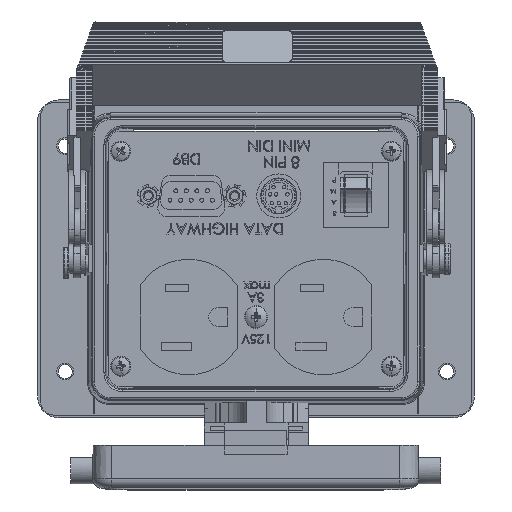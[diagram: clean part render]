
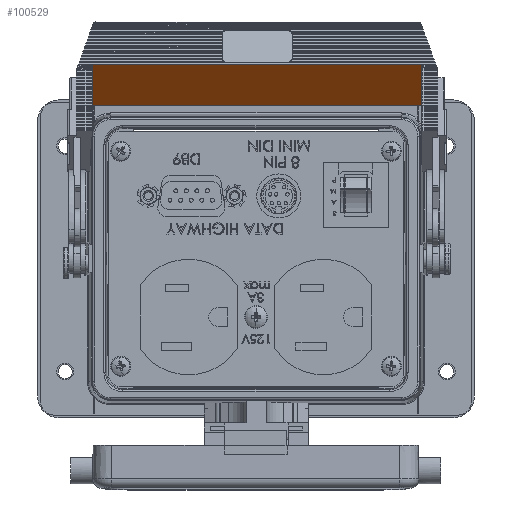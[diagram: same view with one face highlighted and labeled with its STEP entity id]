
A CAD part, top view. The second image highlights one B-rep face of the part: STEP entity #100529.
In plain terms, the highlighted planar face has unit normal (0, -0.695, 0.719).
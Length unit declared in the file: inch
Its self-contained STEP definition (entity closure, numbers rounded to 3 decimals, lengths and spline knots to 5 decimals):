
#2972 = DIRECTION ( 'NONE',  ( -1., 0., 0. ) ) ;
#9098 = PLANE ( 'NONE',  #115329 ) ;
#24678 = EDGE_CURVE ( 'NONE', #80993, #54246, #150813, .T. ) ;
#26505 = CARTESIAN_POINT ( 'NONE',  ( 1.883, 2.19923, 0.80925 ) ) ;
#34217 = VECTOR ( 'NONE', #56532, 39.37008 ) ;
#46161 = CARTESIAN_POINT ( 'NONE',  ( 1.883, 2.34628, 0.95126 ) ) ;
#47355 = VERTEX_POINT ( 'NONE', #102952 ) ;
#47359 = ORIENTED_EDGE ( 'NONE', *, *, #24678, .T. ) ;
#49372 = CARTESIAN_POINT ( 'NONE',  ( -1.857, 2.34628, 0.95126 ) ) ;
#50625 = EDGE_CURVE ( 'NONE', #54246, #97831, #137459, .T. ) ;
#54246 = VERTEX_POINT ( 'NONE', #165276 ) ;
#54996 = ORIENTED_EDGE ( 'NONE', *, *, #110508, .F. ) ;
#56532 = DIRECTION ( 'NONE',  ( 1., 0., 0. ) ) ;
#59373 = DIRECTION ( 'NONE',  ( 0., -0.719, -0.695 ) ) ;
#60618 = LINE ( 'NONE', #46161, #118619 ) ;
#63811 = CARTESIAN_POINT ( 'NONE',  ( 1.883, 2.34628, 0.95126 ) ) ;
#71508 = CARTESIAN_POINT ( 'NONE',  ( 1.883, 1.73484, 0.3608 ) ) ;
#76276 = ORIENTED_EDGE ( 'NONE', *, *, #134653, .T. ) ;
#80993 = VERTEX_POINT ( 'NONE', #144074 ) ;
#88544 = VECTOR ( 'NONE', #2972, 39.37008 ) ;
#97831 = VERTEX_POINT ( 'NONE', #142479 ) ;
#100529 = ADVANCED_FACE ( 'NONE', ( #104075 ), #9098, .F. ) ;
#102952 = CARTESIAN_POINT ( 'NONE',  ( 1.883, 1.73484, 0.3608 ) ) ;
#104075 = FACE_OUTER_BOUND ( 'NONE', #117900, .T. ) ;
#107421 = VECTOR ( 'NONE', #158477, 39.37008 ) ;
#110508 = EDGE_CURVE ( 'NONE', #80993, #47355, #60618, .T. ) ;
#115329 = AXIS2_PLACEMENT_3D ( 'NONE', #63811, #174050, #159671 ) ;
#117900 = EDGE_LOOP ( 'NONE', ( #54996, #47359, #152126, #76276 ) ) ;
#118619 = VECTOR ( 'NONE', #59373, 39.37008 ) ;
#122222 = LINE ( 'NONE', #71508, #34217 ) ;
#134653 = EDGE_CURVE ( 'NONE', #97831, #47355, #122222, .T. ) ;
#137459 = LINE ( 'NONE', #49372, #107421 ) ;
#142479 = CARTESIAN_POINT ( 'NONE',  ( -1.857, 1.73484, 0.3608 ) ) ;
#144074 = CARTESIAN_POINT ( 'NONE',  ( 1.883, 2.19923, 0.80925 ) ) ;
#150813 = LINE ( 'NONE', #26505, #88544 ) ;
#152126 = ORIENTED_EDGE ( 'NONE', *, *, #50625, .T. ) ;
#158477 = DIRECTION ( 'NONE',  ( 0., -0.719, -0.695 ) ) ;
#159671 = DIRECTION ( 'NONE',  ( 0., 0.719, 0.695 ) ) ;
#165276 = CARTESIAN_POINT ( 'NONE',  ( -1.857, 2.19923, 0.80925 ) ) ;
#174050 = DIRECTION ( 'NONE',  ( 0., 0.695, -0.719 ) ) ;
